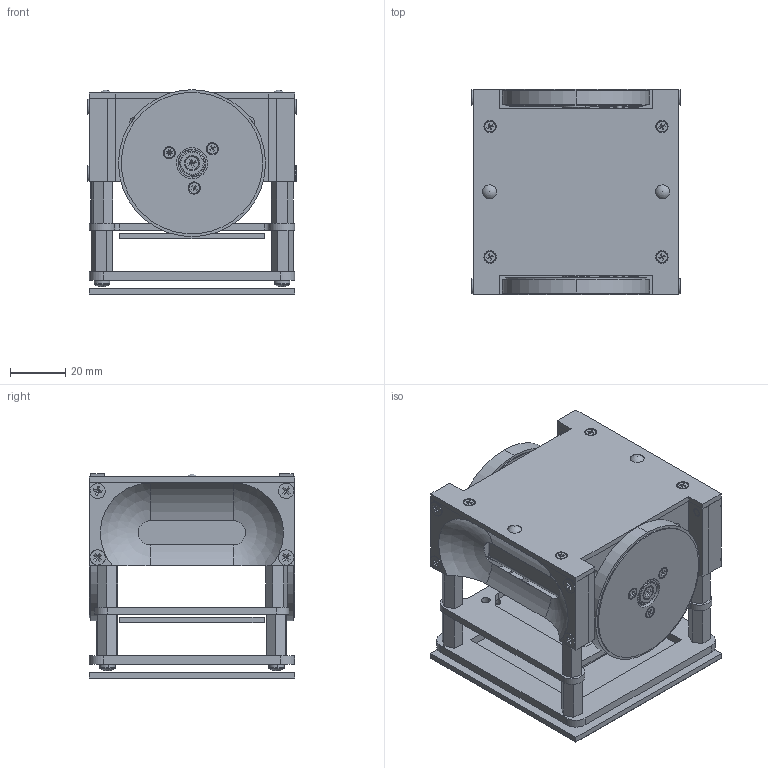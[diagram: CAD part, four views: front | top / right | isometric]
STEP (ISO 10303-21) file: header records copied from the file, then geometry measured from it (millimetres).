
FILE_DESCRIPTION (( 'STEP AP214' ), '1' );
FILE_NAME ('FIRAv2.0 Assembly.STEP', '2018-12-24T04:54:09', ( '' ), ( '' ), 'SwSTEP 2.0', 'SolidWorks 2016', '' );
FILE_SCHEMA (( 'AUTOMOTIVE_DESIGN' ));
Length unit declared in the file: millimetre
Products named in the file (21): radial ball bearing_68_am_AFBMA 20.1 - 27-6 - 16,SI,NC,16_68; base; Circuit Support; motor; FIRAv2.0 Assembly; Caster ball; wheel; stud; Circuit_NRF; pan cross head_am_B18.6.7M - M3 x 0.5 x 10 Type I Cross Recessed PHMS --10N; flat head screw_am_B18.6.7M - M3 x 0.5 x 10 Type I Cross Recessed FHMS --10N; battery; Marker Support; marker; flat head screw_am_B18.6.7M - M2.5 x 0.45 x 6 Type I Cross Recessed FHMS --6N; Spur Gear Wheel_Metric - Spur gear 0.3M 118T 20PA 2FW ---S118O22H4.5L14N; rubber ring; flat head screw_am_B18.6.7M - M2 x 0.4 x 6 Type I Cross Recessed FHMS --6N; side plate; Front plate; washer
Assembly tree (64 placements, depth 2):
  FIRAv2.0 Assembly
    base
    Front plate  x2
    side plate  x2
    Spur Gear Wheel_Metric - Spur gear 0.3M 118T 20PA 2FW ---S118O22H4.5L14N  x2
    wheel  x2
    rubber ring  x2
    radial ball bearing_68_am_AFBMA 20.1 - 27-6 - 16,SI,NC,16_68  x4
    washer  x2
    stud  x8
    marker
    Marker Support
    motor  x2
    battery
    Circuit Support
    Circuit_NRF
    Caster ball  x2
    flat head screw_am_B18.6.7M - M3 x 0.5 x 10 Type I Cross Recessed FHMS --10N  x8
    flat head screw_am_B18.6.7M - M2.5 x 0.45 x 6 Type I Cross Recessed FHMS --6N  x2
    flat head screw_am_B18.6.7M - M2 x 0.4 x 6 Type I Cross Recessed FHMS --6N  x16
    pan cross head_am_B18.6.7M - M3 x 0.5 x 10 Type I Cross Recessed PHMS --10N  x4
Bounding box: 75 x 74.07 x 73.8 mm (x, y, z)
Volume: 138623.4 mm3; surface area: 116702.6 mm2
Topology: 77 solids, 77 shells, 2932 faces, 7570 edges, 4830 vertices
Faces by surface type: cylinder 1930, plane 738, cone 180, torus 56, sphere 26, bspline 2
Entity records: 41859 total; most frequent: DIRECTION 7948, CARTESIAN_POINT 7023, ORIENTED_EDGE 6708, EDGE_CURVE 3354, AXIS2_PLACEMENT_3D 3282, VERTEX_POINT 2189, CIRCLE 1966, EDGE_LOOP 1391
